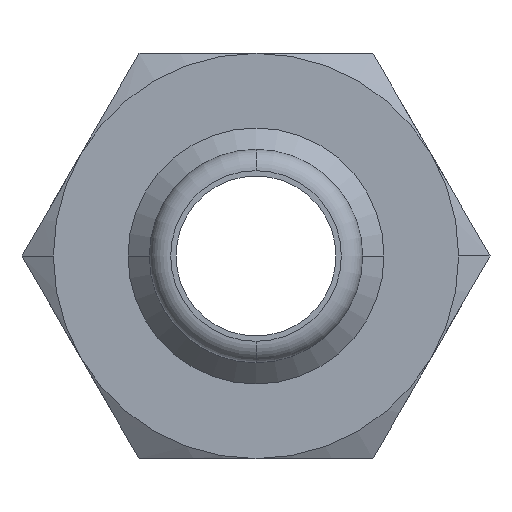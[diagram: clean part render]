
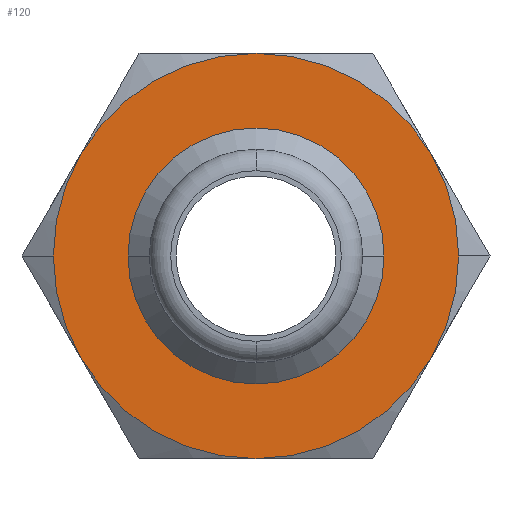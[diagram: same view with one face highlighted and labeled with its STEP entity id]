
A CAD part, front view. The second image highlights one B-rep face of the part: STEP entity #120.
In plain terms, the highlighted planar face has unit normal (0, -1, 0).
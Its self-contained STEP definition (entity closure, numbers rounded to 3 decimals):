
#120=ADVANCED_FACE('',(#267,#268),#269,.T.);
#267=FACE_OUTER_BOUND('',#442,.T.);
#268=FACE_BOUND('',#443,.T.);
#269=PLANE('',#444);
#442=EDGE_LOOP('',(#714,#715,#716,#717,#718,#719,#720,#721));
#443=EDGE_LOOP('',(#722,#723));
#444=AXIS2_PLACEMENT_3D('',#724,#725,#726);
#714=ORIENTED_EDGE('',*,*,#1078,.F.);
#715=ORIENTED_EDGE('',*,*,#1079,.F.);
#716=ORIENTED_EDGE('',*,*,#1080,.F.);
#717=ORIENTED_EDGE('',*,*,#1081,.F.);
#718=ORIENTED_EDGE('',*,*,#1053,.F.);
#719=ORIENTED_EDGE('',*,*,#1082,.F.);
#720=ORIENTED_EDGE('',*,*,#1083,.F.);
#721=ORIENTED_EDGE('',*,*,#1048,.F.);
#722=ORIENTED_EDGE('',*,*,#996,.F.);
#723=ORIENTED_EDGE('',*,*,#1084,.F.);
#724=CARTESIAN_POINT('',(4.75,20.0,0.0));
#725=DIRECTION('',(-0.0,-1.0,-0.0));
#726=DIRECTION('',(-1.0,0.0,0.0));
#996=EDGE_CURVE('',#1167,#1163,#1169,.T.);
#1048=EDGE_CURVE('',#1251,#1254,#1255,.T.);
#1053=EDGE_CURVE('',#1261,#1259,#1263,.T.);
#1078=EDGE_CURVE('',#1298,#1251,#1299,.T.);
#1079=EDGE_CURVE('',#1300,#1298,#1301,.T.);
#1080=EDGE_CURVE('',#1302,#1300,#1303,.T.);
#1081=EDGE_CURVE('',#1259,#1302,#1304,.T.);
#1082=EDGE_CURVE('',#1305,#1261,#1306,.T.);
#1083=EDGE_CURVE('',#1254,#1305,#1307,.T.);
#1084=EDGE_CURVE('',#1163,#1167,#1308,.T.);
#1163=VERTEX_POINT('',#1399);
#1167=VERTEX_POINT('',#1404);
#1169=CIRCLE('',#1407,6.0);
#1251=VERTEX_POINT('',#1529);
#1254=VERTEX_POINT('',#1533);
#1255=CIRCLE('',#1534,9.5);
#1259=VERTEX_POINT('',#1549);
#1261=VERTEX_POINT('',#1552);
#1263=CIRCLE('',#1565,9.5);
#1298=VERTEX_POINT('',#1606);
#1299=CIRCLE('',#1607,9.5);
#1300=VERTEX_POINT('',#1608);
#1301=CIRCLE('',#1609,9.5);
#1302=VERTEX_POINT('',#1610);
#1303=CIRCLE('',#1611,9.5);
#1304=CIRCLE('',#1612,9.5);
#1305=VERTEX_POINT('',#1613);
#1306=CIRCLE('',#1614,9.5);
#1307=CIRCLE('',#1615,9.5);
#1308=CIRCLE('',#1616,6.0);
#1399=CARTESIAN_POINT('',(6.0,20.0,0.));
#1404=CARTESIAN_POINT('',(-6.0,20.0,0.));
#1407=AXIS2_PLACEMENT_3D('',#1936,#1937,#1938);
#1529=CARTESIAN_POINT('',(9.5,20.0,0.));
#1533=CARTESIAN_POINT('',(8.227,20.0,-4.75));
#1534=AXIS2_PLACEMENT_3D('',#2012,#2013,#2014);
#1549=CARTESIAN_POINT('',(-9.5,20.0,0.));
#1552=CARTESIAN_POINT('',(-8.227,20.0,-4.75));
#1565=AXIS2_PLACEMENT_3D('',#2016,#2017,#2018);
#1606=CARTESIAN_POINT('',(8.227,20.0,4.75));
#1607=AXIS2_PLACEMENT_3D('',#2055,#2056,#2057);
#1608=CARTESIAN_POINT('',(0.,20.0,9.5));
#1609=AXIS2_PLACEMENT_3D('',#2058,#2059,#2060);
#1610=CARTESIAN_POINT('',(-8.227,20.0,4.75));
#1611=AXIS2_PLACEMENT_3D('',#2061,#2062,#2063);
#1612=AXIS2_PLACEMENT_3D('',#2064,#2065,#2066);
#1613=CARTESIAN_POINT('',(0.0,20.0,-9.5));
#1614=AXIS2_PLACEMENT_3D('',#2067,#2068,#2069);
#1615=AXIS2_PLACEMENT_3D('',#2070,#2071,#2072);
#1616=AXIS2_PLACEMENT_3D('',#2073,#2074,#2075);
#1936=CARTESIAN_POINT('',(0.0,20.0,0.0));
#1937=DIRECTION('',(0.0,-1.0,0.0));
#1938=DIRECTION('',(1.0,0.0,0.0));
#2012=CARTESIAN_POINT('',(0.0,20.0,0.0));
#2013=DIRECTION('',(-0.0,1.0,0.0));
#2014=DIRECTION('',(1.0,0.0,0.0));
#2016=CARTESIAN_POINT('',(0.0,20.0,0.0));
#2017=DIRECTION('',(-0.0,1.0,0.0));
#2018=DIRECTION('',(1.0,0.0,0.0));
#2055=CARTESIAN_POINT('',(0.0,20.0,0.0));
#2056=DIRECTION('',(-0.0,1.0,0.0));
#2057=DIRECTION('',(1.0,0.0,0.0));
#2058=CARTESIAN_POINT('',(0.0,20.0,0.0));
#2059=DIRECTION('',(-0.0,1.0,0.0));
#2060=DIRECTION('',(1.0,0.0,0.0));
#2061=CARTESIAN_POINT('',(0.0,20.0,0.0));
#2062=DIRECTION('',(-0.0,1.0,0.0));
#2063=DIRECTION('',(1.0,0.0,0.0));
#2064=CARTESIAN_POINT('',(0.0,20.0,0.0));
#2065=DIRECTION('',(-0.0,1.0,0.0));
#2066=DIRECTION('',(1.0,0.0,0.0));
#2067=CARTESIAN_POINT('',(0.0,20.0,0.0));
#2068=DIRECTION('',(-0.0,1.0,0.0));
#2069=DIRECTION('',(1.0,0.0,0.0));
#2070=CARTESIAN_POINT('',(0.0,20.0,0.0));
#2071=DIRECTION('',(-0.0,1.0,0.0));
#2072=DIRECTION('',(1.0,0.0,0.0));
#2073=CARTESIAN_POINT('',(0.0,20.0,0.0));
#2074=DIRECTION('',(0.0,-1.0,0.0));
#2075=DIRECTION('',(1.0,0.0,0.0));
